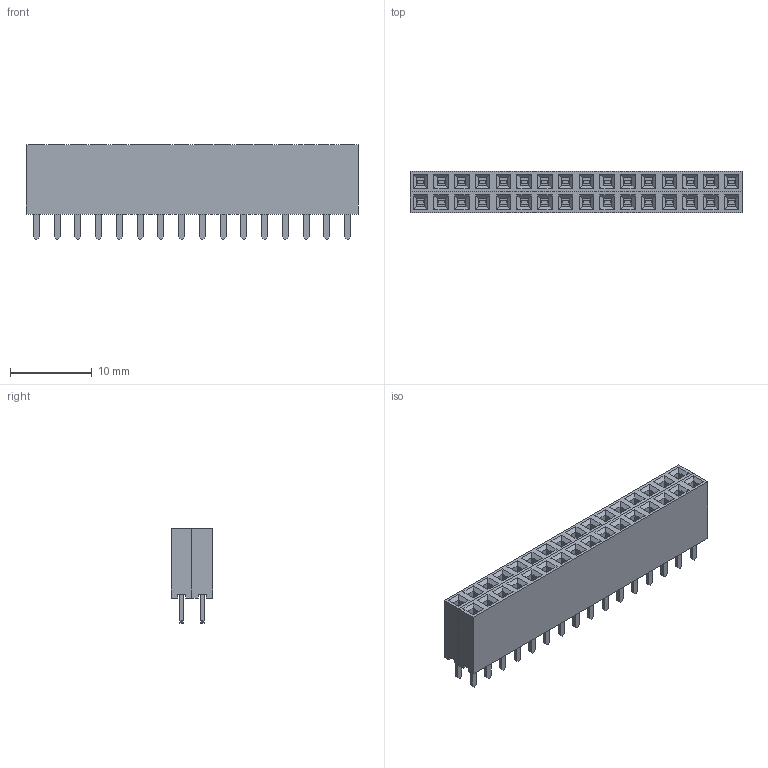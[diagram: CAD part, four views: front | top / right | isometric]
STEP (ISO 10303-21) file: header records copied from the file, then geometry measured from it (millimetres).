
FILE_DESCRIPTION(/* description */ (''),/* implementation_level */ '2;1');
FILE_NAME(/* name */ 'PBS_16x2_Yellow.step',/* time_stamp */ '2020-05-15T20:38:55+03:00',/* author */ ('vlad.lapshuda'),/* organization */ (''),/* preprocessor_version */ 'ST-DEVELOPER v17.2',/* originating_system */ 'Autodesk Translation Framework v7.6.0.251',/* authorisation */ '');
FILE_SCHEMA (('AUTOMOTIVE_DESIGN { 1 0 10303 214 3 1 1 }'));
Length unit declared in the file: millimetre
Products named in the file (2): PBS_16x2; PBS_Contacts
Assembly tree (1 placements, depth 2):
  PBS_16x2
    PBS_Contacts
Bounding box: 40.64 x 5.04 x 11.6 mm (x, y, z)
Volume: 1468.2 mm3; surface area: 3227.2 mm2
Topology: 34 solids, 34 shells, 564 faces, 1264 edges, 800 vertices
Faces by surface type: plane 564
Entity records: 15200 total; most frequent: CARTESIAN_POINT 2631, ORIENTED_EDGE 2528, DIRECTION 2398, LINE 1264, VECTOR 1264, EDGE_CURVE 1264, VERTEX_POINT 800, EDGE_LOOP 596
